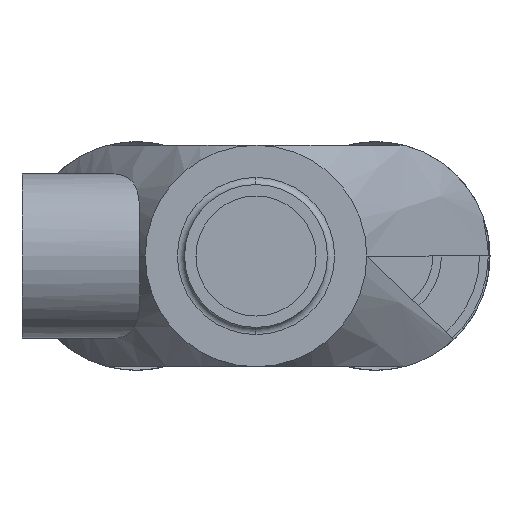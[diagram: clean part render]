
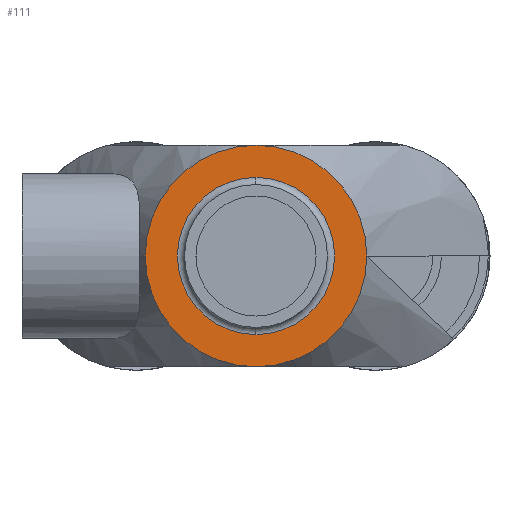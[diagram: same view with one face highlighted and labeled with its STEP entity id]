
A CAD part, left-side view. The second image highlights one B-rep face of the part: STEP entity #111.
In plain terms, the highlighted planar face has unit normal (-1, 0, 0).
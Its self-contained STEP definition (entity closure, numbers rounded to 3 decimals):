
#111=ADVANCED_FACE('',(#284,#285),#286,.T.);
#284=FACE_OUTER_BOUND('',#505,.T.);
#285=FACE_BOUND('',#506,.T.);
#286=PLANE('',#507);
#505=EDGE_LOOP('',(#1101,#1102,#1103,#1104));
#506=EDGE_LOOP('',(#1105,#1106,#1107));
#507=AXIS2_PLACEMENT_3D('',#1108,#1109,#1110);
#1101=ORIENTED_EDGE('',*,*,#1653,.F.);
#1102=ORIENTED_EDGE('',*,*,#1654,.F.);
#1103=ORIENTED_EDGE('',*,*,#1491,.F.);
#1104=ORIENTED_EDGE('',*,*,#1458,.F.);
#1105=ORIENTED_EDGE('',*,*,#1556,.F.);
#1106=ORIENTED_EDGE('',*,*,#1555,.F.);
#1107=ORIENTED_EDGE('',*,*,#1651,.F.);
#1108=CARTESIAN_POINT('',(24.5,3.875,0.));
#1109=DIRECTION('',(-1.0,0.,0.));
#1110=DIRECTION('',(0.,-1.0,0.));
#1458=EDGE_CURVE('',#1743,#1746,#1747,.T.);
#1491=EDGE_CURVE('',#1746,#1799,#1805,.T.);
#1555=EDGE_CURVE('',#1922,#1924,#1925,.T.);
#1556=EDGE_CURVE('',#1924,#1918,#1926,.T.);
#1651=EDGE_CURVE('',#1918,#1922,#2083,.T.);
#1653=EDGE_CURVE('',#2085,#1743,#2086,.T.);
#1654=EDGE_CURVE('',#1799,#2085,#2087,.T.);
#1743=VERTEX_POINT('',#2269);
#1746=VERTEX_POINT('',#2273);
#1747=CIRCLE('',#2274,7.75);
#1799=VERTEX_POINT('',#2443);
#1805=CIRCLE('',#2483,7.75);
#1918=VERTEX_POINT('',#2654);
#1922=VERTEX_POINT('',#2658);
#1924=VERTEX_POINT('',#2660);
#1925=CIRCLE('',#2661,5.5);
#1926=CIRCLE('',#2662,5.5);
#2083=CIRCLE('',#2921,5.5);
#2085=VERTEX_POINT('',#2923);
#2086=CIRCLE('',#2924,7.75);
#2087=CIRCLE('',#2925,7.75);
#2269=CARTESIAN_POINT('',(24.5,7.75,0.));
#2273=CARTESIAN_POINT('',(24.5,0.,7.75));
#2274=AXIS2_PLACEMENT_3D('',#3241,#3242,#3243);
#2443=CARTESIAN_POINT('',(24.5,-7.75,0.));
#2483=AXIS2_PLACEMENT_3D('',#3294,#3295,#3296);
#2654=CARTESIAN_POINT('',(24.5,0.,5.5));
#2658=CARTESIAN_POINT('',(24.5,0.,-5.5));
#2660=CARTESIAN_POINT('',(24.5,-5.5,0.));
#2661=AXIS2_PLACEMENT_3D('',#3437,#3438,#3439);
#2662=AXIS2_PLACEMENT_3D('',#3440,#3441,#3442);
#2921=AXIS2_PLACEMENT_3D('',#3602,#3603,#3604);
#2923=CARTESIAN_POINT('',(24.5,0.,-7.75));
#2924=AXIS2_PLACEMENT_3D('',#3608,#3609,#3610);
#2925=AXIS2_PLACEMENT_3D('',#3611,#3612,#3613);
#3241=CARTESIAN_POINT('',(24.5,0.,0.));
#3242=DIRECTION('',(1.0,0.,0.));
#3243=DIRECTION('',(0.,1.0,0.));
#3294=CARTESIAN_POINT('',(24.5,0.,0.));
#3295=DIRECTION('',(1.0,0.,0.));
#3296=DIRECTION('',(0.,1.0,0.));
#3437=CARTESIAN_POINT('',(24.5,0.,0.));
#3438=DIRECTION('',(-1.0,0.,0.));
#3439=DIRECTION('',(0.,0.0,1.0));
#3440=CARTESIAN_POINT('',(24.5,0.,0.));
#3441=DIRECTION('',(-1.0,0.,0.));
#3442=DIRECTION('',(0.,0.0,1.0));
#3602=CARTESIAN_POINT('',(24.5,0.,0.));
#3603=DIRECTION('',(-1.0,0.,0.));
#3604=DIRECTION('',(0.,0.0,1.0));
#3608=CARTESIAN_POINT('',(24.5,0.,0.));
#3609=DIRECTION('',(1.0,0.,0.));
#3610=DIRECTION('',(0.,1.0,0.));
#3611=CARTESIAN_POINT('',(24.5,0.,0.));
#3612=DIRECTION('',(1.0,0.,0.));
#3613=DIRECTION('',(0.,1.0,0.));
